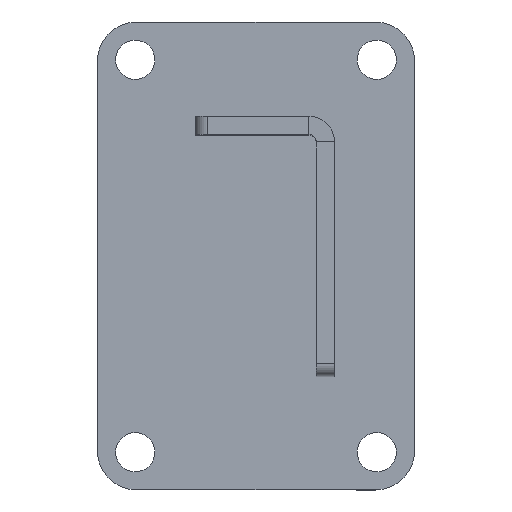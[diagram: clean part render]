
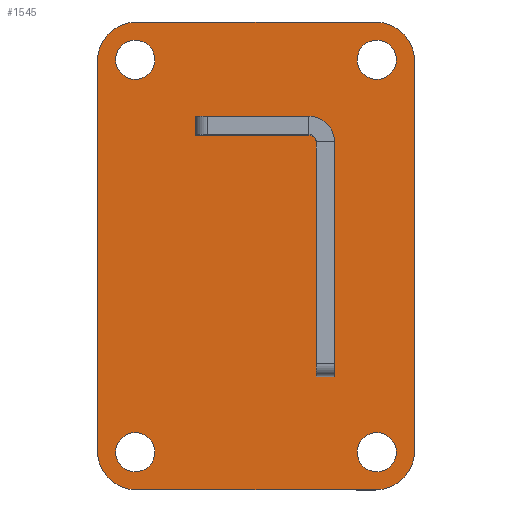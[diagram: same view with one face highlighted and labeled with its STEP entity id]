
A CAD part, top view. The second image highlights one B-rep face of the part: STEP entity #1545.
In plain terms, the highlighted planar face has unit normal (0, 0, 1).
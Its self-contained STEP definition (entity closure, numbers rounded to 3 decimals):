
#15=FACE_BOUND('',#168,.T.);
#16=FACE_BOUND('',#169,.T.);
#17=FACE_BOUND('',#170,.T.);
#18=FACE_BOUND('',#171,.T.);
#19=FACE_BOUND('',#172,.T.);
#20=FACE_BOUND('',#173,.T.);
#37=PLANE('',#1658);
#85=FACE_OUTER_BOUND('',#167,.T.);
#167=EDGE_LOOP('',(#1055,#1056,#1057,#1058,#1059,#1060,#1061,#1062));
#168=EDGE_LOOP('',(#1063,#1064,#1065,#1066));
#169=EDGE_LOOP('',(#1067,#1068,#1069,#1070));
#170=EDGE_LOOP('',(#1071));
#171=EDGE_LOOP('',(#1072));
#172=EDGE_LOOP('',(#1073));
#173=EDGE_LOOP('',(#1074));
#271=LINE('',#2308,#427);
#272=LINE('',#2312,#428);
#273=LINE('',#2316,#429);
#274=LINE('',#2319,#430);
#275=LINE('',#2322,#431);
#276=LINE('',#2324,#432);
#277=LINE('',#2326,#433);
#278=LINE('',#2327,#434);
#279=LINE('',#2330,#435);
#280=LINE('',#2332,#436);
#281=LINE('',#2334,#437);
#282=LINE('',#2335,#438);
#427=VECTOR('',#1838,129.);
#428=VECTOR('',#1841,79.);
#429=VECTOR('',#1844,129.);
#430=VECTOR('',#1847,79.);
#431=VECTOR('',#1848,9.);
#432=VECTOR('',#1849,6.);
#433=VECTOR('',#1850,13.);
#434=VECTOR('',#1851,6.);
#435=VECTOR('',#1852,9.);
#436=VECTOR('',#1853,6.);
#437=VECTOR('',#1854,13.);
#438=VECTOR('',#1855,6.);
#579=CIRCLE('',#1647,6.5);
#581=CIRCLE('',#1650,6.5);
#583=CIRCLE('',#1653,6.5);
#585=CIRCLE('',#1656,6.5);
#587=CIRCLE('',#1659,13.);
#588=CIRCLE('',#1660,13.);
#589=CIRCLE('',#1661,13.);
#590=CIRCLE('',#1662,13.);
#655=VERTEX_POINT('',#2280);
#657=VERTEX_POINT('',#2286);
#659=VERTEX_POINT('',#2292);
#661=VERTEX_POINT('',#2298);
#663=VERTEX_POINT('',#2304);
#664=VERTEX_POINT('',#2305);
#665=VERTEX_POINT('',#2307);
#666=VERTEX_POINT('',#2309);
#667=VERTEX_POINT('',#2311);
#668=VERTEX_POINT('',#2313);
#669=VERTEX_POINT('',#2315);
#670=VERTEX_POINT('',#2317);
#671=VERTEX_POINT('',#2320);
#672=VERTEX_POINT('',#2321);
#673=VERTEX_POINT('',#2323);
#674=VERTEX_POINT('',#2325);
#675=VERTEX_POINT('',#2328);
#676=VERTEX_POINT('',#2329);
#677=VERTEX_POINT('',#2331);
#678=VERTEX_POINT('',#2333);
#807=EDGE_CURVE('',#655,#655,#579,.T.);
#810=EDGE_CURVE('',#657,#657,#581,.T.);
#813=EDGE_CURVE('',#659,#659,#583,.T.);
#816=EDGE_CURVE('',#661,#661,#585,.T.);
#819=EDGE_CURVE('',#663,#664,#587,.T.);
#820=EDGE_CURVE('',#664,#665,#271,.T.);
#821=EDGE_CURVE('',#665,#666,#588,.T.);
#822=EDGE_CURVE('',#666,#667,#272,.T.);
#823=EDGE_CURVE('',#667,#668,#589,.T.);
#824=EDGE_CURVE('',#668,#669,#273,.T.);
#825=EDGE_CURVE('',#669,#670,#590,.T.);
#826=EDGE_CURVE('',#670,#663,#274,.T.);
#827=EDGE_CURVE('',#671,#672,#275,.T.);
#828=EDGE_CURVE('',#673,#671,#276,.T.);
#829=EDGE_CURVE('',#673,#674,#277,.T.);
#830=EDGE_CURVE('',#672,#674,#278,.T.);
#831=EDGE_CURVE('',#675,#676,#279,.T.);
#832=EDGE_CURVE('',#676,#677,#280,.T.);
#833=EDGE_CURVE('',#678,#677,#281,.T.);
#834=EDGE_CURVE('',#675,#678,#282,.T.);
#1055=ORIENTED_EDGE('',*,*,#819,.T.);
#1056=ORIENTED_EDGE('',*,*,#820,.T.);
#1057=ORIENTED_EDGE('',*,*,#821,.T.);
#1058=ORIENTED_EDGE('',*,*,#822,.T.);
#1059=ORIENTED_EDGE('',*,*,#823,.T.);
#1060=ORIENTED_EDGE('',*,*,#824,.T.);
#1061=ORIENTED_EDGE('',*,*,#825,.T.);
#1062=ORIENTED_EDGE('',*,*,#826,.T.);
#1063=ORIENTED_EDGE('',*,*,#827,.F.);
#1064=ORIENTED_EDGE('',*,*,#828,.F.);
#1065=ORIENTED_EDGE('',*,*,#829,.T.);
#1066=ORIENTED_EDGE('',*,*,#830,.F.);
#1067=ORIENTED_EDGE('',*,*,#831,.T.);
#1068=ORIENTED_EDGE('',*,*,#832,.T.);
#1069=ORIENTED_EDGE('',*,*,#833,.F.);
#1070=ORIENTED_EDGE('',*,*,#834,.F.);
#1071=ORIENTED_EDGE('',*,*,#816,.F.);
#1072=ORIENTED_EDGE('',*,*,#813,.F.);
#1073=ORIENTED_EDGE('',*,*,#810,.F.);
#1074=ORIENTED_EDGE('',*,*,#807,.F.);
#1545=ADVANCED_FACE('',(#85,#15,#16,#17,#18,#19,#20),#37,.T.);
#1647=AXIS2_PLACEMENT_3D('',#2281,#1808,#1809);
#1650=AXIS2_PLACEMENT_3D('',#2287,#1815,#1816);
#1653=AXIS2_PLACEMENT_3D('',#2293,#1822,#1823);
#1656=AXIS2_PLACEMENT_3D('',#2299,#1829,#1830);
#1658=AXIS2_PLACEMENT_3D('',#2303,#1834,#1835);
#1659=AXIS2_PLACEMENT_3D('',#2306,#1836,#1837);
#1660=AXIS2_PLACEMENT_3D('',#2310,#1839,#1840);
#1661=AXIS2_PLACEMENT_3D('',#2314,#1842,#1843);
#1662=AXIS2_PLACEMENT_3D('',#2318,#1845,#1846);
#1808=DIRECTION('center_axis',(0.,0.,1.));
#1809=DIRECTION('ref_axis',(0.,1.,0.));
#1815=DIRECTION('center_axis',(0.,0.,1.));
#1816=DIRECTION('ref_axis',(0.,1.,0.));
#1822=DIRECTION('center_axis',(0.,0.,1.));
#1823=DIRECTION('ref_axis',(0.,1.,0.));
#1829=DIRECTION('center_axis',(0.,0.,1.));
#1830=DIRECTION('ref_axis',(0.,1.,0.));
#1834=DIRECTION('center_axis',(0.,0.,1.));
#1835=DIRECTION('ref_axis',(1.,0.,0.));
#1836=DIRECTION('center_axis',(0.,0.,1.));
#1837=DIRECTION('ref_axis',(0.,1.,0.));
#1838=DIRECTION('',(0.,-1.,0.));
#1839=DIRECTION('center_axis',(0.,0.,1.));
#1840=DIRECTION('ref_axis',(-1.,0.,0.));
#1841=DIRECTION('',(1.,0.,0.));
#1842=DIRECTION('center_axis',(0.,0.,1.));
#1843=DIRECTION('ref_axis',(0.,-1.,0.));
#1844=DIRECTION('',(0.,1.,0.));
#1845=DIRECTION('center_axis',(0.,0.,1.));
#1846=DIRECTION('ref_axis',(1.,0.,0.));
#1847=DIRECTION('',(-1.,0.,0.));
#1848=DIRECTION('',(-1.,0.,0.));
#1849=DIRECTION('',(0.,1.,0.));
#1850=DIRECTION('',(-1.,0.,0.));
#1851=DIRECTION('',(0.,-1.,0.));
#1852=DIRECTION('',(0.,1.,0.));
#1853=DIRECTION('',(1.,0.,0.));
#1854=DIRECTION('',(0.,1.,0.));
#1855=DIRECTION('',(1.,0.,0.));
#2280=CARTESIAN_POINT('',(40.,58.5,6.));
#2281=CARTESIAN_POINT('Origin',(40.,65.,6.));
#2286=CARTESIAN_POINT('',(40.,-71.5,6.));
#2287=CARTESIAN_POINT('Origin',(40.,-65.,6.));
#2292=CARTESIAN_POINT('',(-40.,58.5,6.));
#2293=CARTESIAN_POINT('Origin',(-40.,65.,6.));
#2298=CARTESIAN_POINT('',(-40.,-71.5,6.));
#2299=CARTESIAN_POINT('Origin',(-40.,-65.,6.));
#2303=CARTESIAN_POINT('Origin',(0.,0.,6.));
#2304=CARTESIAN_POINT('',(-39.5,77.5,6.));
#2305=CARTESIAN_POINT('',(-52.5,64.5,6.));
#2306=CARTESIAN_POINT('Origin',(-39.5,64.5,6.));
#2307=CARTESIAN_POINT('',(-52.5,-64.5,6.));
#2308=CARTESIAN_POINT('',(-52.5,64.5,6.));
#2309=CARTESIAN_POINT('',(-39.5,-77.5,6.));
#2310=CARTESIAN_POINT('Origin',(-39.5,-64.5,6.));
#2311=CARTESIAN_POINT('',(39.5,-77.5,6.));
#2312=CARTESIAN_POINT('',(-39.5,-77.5,6.));
#2313=CARTESIAN_POINT('',(52.5,-64.5,6.));
#2314=CARTESIAN_POINT('Origin',(39.5,-64.5,6.));
#2315=CARTESIAN_POINT('',(52.5,64.5,6.));
#2316=CARTESIAN_POINT('',(52.5,-64.5,6.));
#2317=CARTESIAN_POINT('',(39.5,77.5,6.));
#2318=CARTESIAN_POINT('Origin',(39.5,64.5,6.));
#2319=CARTESIAN_POINT('',(39.5,77.5,6.));
#2320=CARTESIAN_POINT('',(15.,46.,6.));
#2321=CARTESIAN_POINT('',(-19.,46.,6.));
#2322=CARTESIAN_POINT('',(15.,46.,6.));
#2323=CARTESIAN_POINT('',(15.,40.,6.));
#2324=CARTESIAN_POINT('',(15.,40.,6.));
#2325=CARTESIAN_POINT('',(-19.,40.,6.));
#2326=CARTESIAN_POINT('',(-6.,40.,6.));
#2327=CARTESIAN_POINT('',(-19.,46.,6.));
#2328=CARTESIAN_POINT('',(20.,-39.,6.));
#2329=CARTESIAN_POINT('',(20.,35.,6.));
#2330=CARTESIAN_POINT('',(20.,26.,6.));
#2331=CARTESIAN_POINT('',(26.,35.,6.));
#2332=CARTESIAN_POINT('',(20.,35.,6.));
#2333=CARTESIAN_POINT('',(26.,-39.,6.));
#2334=CARTESIAN_POINT('',(26.,-39.,6.));
#2335=CARTESIAN_POINT('',(20.,-39.,6.));
